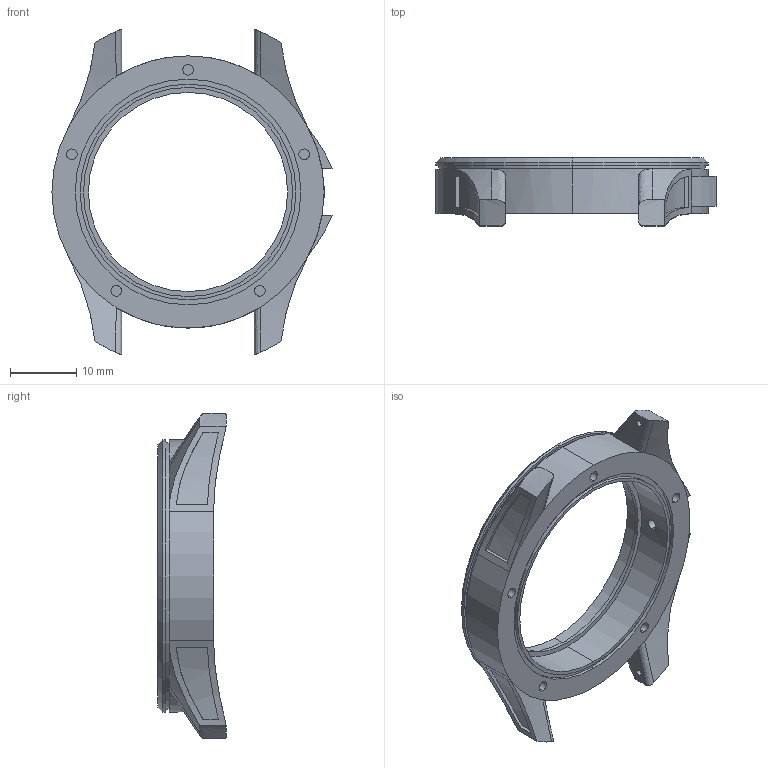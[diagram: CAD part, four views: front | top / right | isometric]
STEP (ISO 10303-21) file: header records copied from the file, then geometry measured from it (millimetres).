
FILE_DESCRIPTION (( 'STEP AP203' ), '1' );
FILE_NAME ('BOITIER ETA2824 - 01.2016_2.STEP', '2016-01-19T18:22:32', ( '' ), ( '' ), 'SwSTEP 2.0', 'SolidWorks 2015', '' );
FILE_SCHEMA (( 'CONFIG_CONTROL_DESIGN' ));
Length unit declared in the file: millimetre
Products named in the file (1): BOITIER ETA2824 - 01.2016_2
Bounding box: 42.19 x 10.3 x 49.08 mm (x, y, z)
Volume: 5223.3 mm3; surface area: 4000 mm2
Topology: 1 solids, 1 shells, 114 faces, 261 edges, 168 vertices
Faces by surface type: cylinder 53, plane 35, bspline 16, cone 10
Entity records: 4038 total; most frequent: CARTESIAN_POINT 1452, ORIENTED_EDGE 522, DIRECTION 495, EDGE_CURVE 261, AXIS2_PLACEMENT_3D 199, VERTEX_POINT 168, EDGE_LOOP 137, FACE_OUTER_BOUND 114
